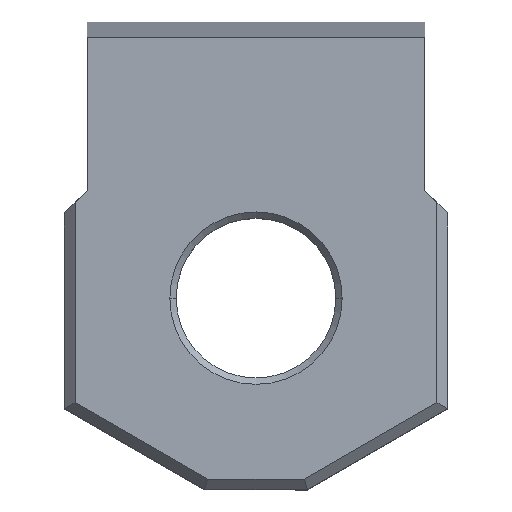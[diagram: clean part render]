
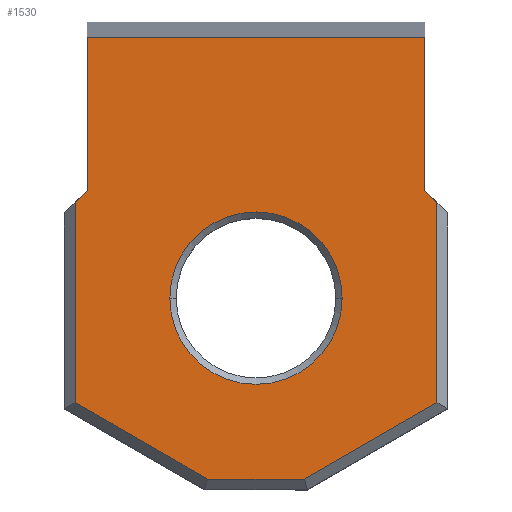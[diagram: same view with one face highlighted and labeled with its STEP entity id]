
A CAD part, top view. The second image highlights one B-rep face of the part: STEP entity #1530.
In plain terms, the highlighted planar face has unit normal (0, 0, 1).
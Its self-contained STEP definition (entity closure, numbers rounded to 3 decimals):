
#2 = CARTESIAN_POINT ( 'NONE',  ( -0.353, -0.611, 14. ) ) ;
#6 = DIRECTION ( 'NONE',  ( 0.866, -0.5, 0. ) ) ;
#35 = LINE ( 'NONE', #37, #121 ) ;
#37 = CARTESIAN_POINT ( 'NONE',  ( -7.929, 22., 14. ) ) ;
#38 = DIRECTION ( 'NONE',  ( 0., -1., 0. ) ) ;
#51 = VECTOR ( 'NONE', #180, 1000. ) ;
#56 = EDGE_LOOP ( 'NONE', ( #409, #1340 ) ) ;
#73 = EDGE_CURVE ( 'NONE', #165, #581, #1788, .T. ) ;
#121 = VECTOR ( 'NONE', #38, 1000. ) ;
#148 = EDGE_CURVE ( 'NONE', #1135, #907, #1806, .T. ) ;
#150 = VECTOR ( 'NONE', #960, 1000. ) ;
#162 = EDGE_CURVE ( 'NONE', #1178, #1578, #1671, .T. ) ;
#165 = VERTEX_POINT ( 'NONE', #1823 ) ;
#175 = LINE ( 'NONE', #177, #51 ) ;
#177 = CARTESIAN_POINT ( 'NONE',  ( -9., 13.003, 14. ) ) ;
#180 = DIRECTION ( 'NONE',  ( -0.707, -0.707, 0. ) ) ;
#188 = VECTOR ( 'NONE', #6, 1000. ) ;
#198 = VECTOR ( 'NONE', #1899, 1000. ) ;
#201 = LINE ( 'NONE', #203, #1815 ) ;
#203 = CARTESIAN_POINT ( 'NONE',  ( 0., 0.5, 14. ) ) ;
#204 = DIRECTION ( 'NONE',  ( 1., 0., 0. ) ) ;
#214 = LINE ( 'NONE', #1546, #150 ) ;
#216 = ORIENTED_EDGE ( 'NONE', *, *, #1575, .T. ) ;
#249 = EDGE_CURVE ( 'NONE', #873, #1361, #1895, .T. ) ;
#278 = VERTEX_POINT ( 'NONE', #1906 ) ;
#301 = EDGE_CURVE ( 'NONE', #1123, #1377, #1485, .T. ) ;
#322 = EDGE_CURVE ( 'NONE', #1361, #827, #35, .T. ) ;
#409 = ORIENTED_EDGE ( 'NONE', *, *, #162, .T. ) ;
#429 = VECTOR ( 'NONE', #1230, 1000. ) ;
#445 = CARTESIAN_POINT ( 'NONE',  ( 8.5, 4.093, 14. ) ) ;
#448 = DIRECTION ( 'NONE',  ( -1., 0., 0. ) ) ;
#477 = EDGE_CURVE ( 'NONE', #827, #278, #175, .T. ) ;
#499 = EDGE_CURVE ( 'NONE', #1377, #165, #201, .T. ) ;
#509 = AXIS2_PLACEMENT_3D ( 'NONE', #1037, #1043, #1044 ) ;
#528 = ORIENTED_EDGE ( 'NONE', *, *, #477, .T. ) ;
#551 = ORIENTED_EDGE ( 'NONE', *, *, #1213, .T. ) ;
#581 = VERTEX_POINT ( 'NONE', #445 ) ;
#651 = ORIENTED_EDGE ( 'NONE', *, *, #249, .T. ) ;
#824 = CARTESIAN_POINT ( 'NONE',  ( 8.5, 13.504, 14. ) ) ;
#827 = VERTEX_POINT ( 'NONE', #1758 ) ;
#873 = VERTEX_POINT ( 'NONE', #1748 ) ;
#907 = VERTEX_POINT ( 'NONE', #1212 ) ;
#932 = EDGE_CURVE ( 'NONE', #1578, #1178, #1505, .T. ) ;
#960 = DIRECTION ( 'NONE',  ( 0., 1., 0. ) ) ;
#983 = ORIENTED_EDGE ( 'NONE', *, *, #499, .T. ) ;
#1028 = FACE_OUTER_BOUND ( 'NONE', #1280, .T. ) ;
#1032 = FACE_BOUND ( 'NONE', #56, .T. ) ;
#1034 = PLANE ( 'NONE',  #509 ) ;
#1037 = CARTESIAN_POINT ( 'NONE',  ( 0., 0., 14. ) ) ;
#1043 = DIRECTION ( 'NONE',  ( 0., 0., -1. ) ) ;
#1044 = DIRECTION ( 'NONE',  ( -1., 0., 0. ) ) ;
#1066 = DIRECTION ( 'NONE',  ( 0., 0., -1. ) ) ;
#1123 = VERTEX_POINT ( 'NONE', #1430 ) ;
#1135 = VERTEX_POINT ( 'NONE', #824 ) ;
#1178 = VERTEX_POINT ( 'NONE', #1422 ) ;
#1210 = LINE ( 'NONE', #1214, #1274 ) ;
#1212 = CARTESIAN_POINT ( 'NONE',  ( 7.928, 14.075, 14. ) ) ;
#1213 = EDGE_CURVE ( 'NONE', #581, #1135, #214, .T. ) ;
#1214 = CARTESIAN_POINT ( 'NONE',  ( -8.5, 0., 14. ) ) ;
#1220 = DIRECTION ( 'NONE',  ( 0., -1., 0. ) ) ;
#1222 = CARTESIAN_POINT ( 'NONE',  ( -4.05, 9., 14. ) ) ;
#1228 = LINE ( 'NONE', #1229, #429 ) ;
#1229 = CARTESIAN_POINT ( 'NONE',  ( 7.928, 22., 14. ) ) ;
#1230 = DIRECTION ( 'NONE',  ( 0., 1., 0. ) ) ;
#1274 = VECTOR ( 'NONE', #1220, 1000. ) ;
#1280 = EDGE_LOOP ( 'NONE', ( #528, #216, #1642, #983, #1293, #551, #1352, #1566, #651, #1627 ) ) ;
#1286 = AXIS2_PLACEMENT_3D ( 'NONE', #1645, #1066, #448 ) ;
#1293 = ORIENTED_EDGE ( 'NONE', *, *, #73, .T. ) ;
#1340 = ORIENTED_EDGE ( 'NONE', *, *, #932, .T. ) ;
#1352 = ORIENTED_EDGE ( 'NONE', *, *, #148, .T. ) ;
#1361 = VERTEX_POINT ( 'NONE', #1513 ) ;
#1377 = VERTEX_POINT ( 'NONE', #1792 ) ;
#1422 = CARTESIAN_POINT ( 'NONE',  ( 4.05, 9., 14. ) ) ;
#1430 = CARTESIAN_POINT ( 'NONE',  ( -8.5, 4.093, 14. ) ) ;
#1485 = LINE ( 'NONE', #2, #188 ) ;
#1505 = CIRCLE ( 'NONE', #1286, 4.05 ) ;
#1513 = CARTESIAN_POINT ( 'NONE',  ( -7.929, 21.266, 14. ) ) ;
#1530 = ADVANCED_FACE ( 'NONE', ( #1028, #1032 ), #1034, .F. ) ;
#1546 = CARTESIAN_POINT ( 'NONE',  ( 8.5, 0., 14. ) ) ;
#1566 = ORIENTED_EDGE ( 'NONE', *, *, #1599, .T. ) ;
#1575 = EDGE_CURVE ( 'NONE', #278, #1123, #1210, .T. ) ;
#1578 = VERTEX_POINT ( 'NONE', #1222 ) ;
#1599 = EDGE_CURVE ( 'NONE', #907, #873, #1228, .T. ) ;
#1627 = ORIENTED_EDGE ( 'NONE', *, *, #322, .T. ) ;
#1642 = ORIENTED_EDGE ( 'NONE', *, *, #301, .T. ) ;
#1645 = CARTESIAN_POINT ( 'NONE',  ( 0., 9., 14. ) ) ;
#1648 = VECTOR ( 'NONE', #1793, 1000. ) ;
#1671 = CIRCLE ( 'NONE', #1702, 4.05 ) ;
#1675 = VECTOR ( 'NONE', #1817, 1000. ) ;
#1702 = AXIS2_PLACEMENT_3D ( 'NONE', #1818, #1821, #1822 ) ;
#1748 = CARTESIAN_POINT ( 'NONE',  ( 7.928, 21.266, 14. ) ) ;
#1758 = CARTESIAN_POINT ( 'NONE',  ( -7.929, 14.075, 14. ) ) ;
#1788 = LINE ( 'NONE', #1789, #1648 ) ;
#1789 = CARTESIAN_POINT ( 'NONE',  ( 0.353, -0.611, 14. ) ) ;
#1792 = CARTESIAN_POINT ( 'NONE',  ( -2.278, 0.5, 14. ) ) ;
#1793 = DIRECTION ( 'NONE',  ( 0.866, 0.5, 0. ) ) ;
#1806 = LINE ( 'NONE', #1816, #1675 ) ;
#1815 = VECTOR ( 'NONE', #204, 1000. ) ;
#1816 = CARTESIAN_POINT ( 'NONE',  ( 7.928, 14.075, 14. ) ) ;
#1817 = DIRECTION ( 'NONE',  ( -0.707, 0.707, 0. ) ) ;
#1818 = CARTESIAN_POINT ( 'NONE',  ( 0., 9., 14. ) ) ;
#1821 = DIRECTION ( 'NONE',  ( 0., 0., -1. ) ) ;
#1822 = DIRECTION ( 'NONE',  ( -1., 0., 0. ) ) ;
#1823 = CARTESIAN_POINT ( 'NONE',  ( 2.278, 0.5, 14. ) ) ;
#1895 = LINE ( 'NONE', #1898, #198 ) ;
#1898 = CARTESIAN_POINT ( 'NONE',  ( 0., 21.266, 14. ) ) ;
#1899 = DIRECTION ( 'NONE',  ( -1., 0., 0. ) ) ;
#1906 = CARTESIAN_POINT ( 'NONE',  ( -8.5, 13.504, 14. ) ) ;
